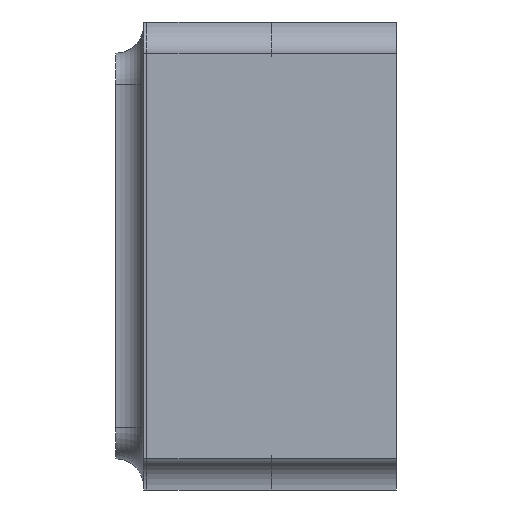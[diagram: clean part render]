
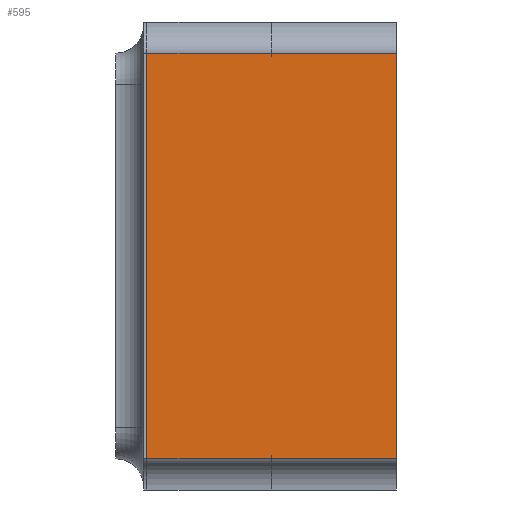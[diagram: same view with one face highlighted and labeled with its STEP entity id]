
A CAD part, left-side view. The second image highlights one B-rep face of the part: STEP entity #595.
In plain terms, the highlighted planar face has unit normal (-1, 0, 0).
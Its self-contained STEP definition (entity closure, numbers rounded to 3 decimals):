
#68 = CARTESIAN_POINT ( 'NONE',  ( -1.6, 0.8, -0.65 ) ) ;
#146 = EDGE_CURVE ( 'NONE', #582, #831, #2250, .T. ) ;
#199 = VERTEX_POINT ( 'NONE', #351 ) ;
#243 = VECTOR ( 'NONE', #3219, 1000. ) ;
#255 = ORIENTED_EDGE ( 'NONE', *, *, #1346, .F. ) ;
#351 = CARTESIAN_POINT ( 'NONE',  ( -1.6, 0., -0.65 ) ) ;
#361 = CARTESIAN_POINT ( 'NONE',  ( -1.6, 0., 0. ) ) ;
#411 = VECTOR ( 'NONE', #2358, 1000. ) ;
#418 = CARTESIAN_POINT ( 'NONE',  ( -1.6, 0.4, -0.65 ) ) ;
#479 = DIRECTION ( 'NONE',  ( 0., -1., 0. ) ) ;
#484 = CARTESIAN_POINT ( 'NONE',  ( -1.6, 0.8, 0.65 ) ) ;
#504 = VECTOR ( 'NONE', #1287, 1000. ) ;
#512 = VERTEX_POINT ( 'NONE', #3119 ) ;
#582 = VERTEX_POINT ( 'NONE', #484 ) ;
#595 = ADVANCED_FACE ( 'NONE', ( #2862 ), #2648, .T. ) ;
#614 = VECTOR ( 'NONE', #2954, 1000. ) ;
#626 = AXIS2_PLACEMENT_3D ( 'NONE', #975, #1479, #1725 ) ;
#735 = CARTESIAN_POINT ( 'NONE',  ( -1.6, 0.4, -0.65 ) ) ;
#831 = VERTEX_POINT ( 'NONE', #68 ) ;
#862 = VECTOR ( 'NONE', #1640, 1000. ) ;
#945 = VECTOR ( 'NONE', #479, 1000. ) ;
#959 = ORIENTED_EDGE ( 'NONE', *, *, #146, .T. ) ;
#975 = CARTESIAN_POINT ( 'NONE',  ( -1.6, 0.8, 0. ) ) ;
#1142 = LINE ( 'NONE', #2961, #945 ) ;
#1287 = DIRECTION ( 'NONE',  ( 0., -1., 0. ) ) ;
#1335 = LINE ( 'NONE', #361, #862 ) ;
#1346 = EDGE_CURVE ( 'NONE', #512, #199, #1335, .T. ) ;
#1461 = EDGE_CURVE ( 'NONE', #1743, #199, #2733, .T. ) ;
#1477 = EDGE_CURVE ( 'NONE', #831, #1743, #1142, .T. ) ;
#1479 = DIRECTION ( 'NONE',  ( -1., 0., 0. ) ) ;
#1510 = EDGE_CURVE ( 'NONE', #2832, #512, #3196, .T. ) ;
#1640 = DIRECTION ( 'NONE',  ( 0., 0., -1. ) ) ;
#1675 = ORIENTED_EDGE ( 'NONE', *, *, #1477, .T. ) ;
#1677 = LINE ( 'NONE', #2172, #614 ) ;
#1678 = EDGE_LOOP ( 'NONE', ( #255, #2401, #2528, #959, #1675, #2244 ) ) ;
#1725 = DIRECTION ( 'NONE',  ( 0., 0., 1. ) ) ;
#1743 = VERTEX_POINT ( 'NONE', #418 ) ;
#1967 = CARTESIAN_POINT ( 'NONE',  ( -1.6, 0.4, 0.65 ) ) ;
#2172 = CARTESIAN_POINT ( 'NONE',  ( -1.6, 0.8, 0.65 ) ) ;
#2244 = ORIENTED_EDGE ( 'NONE', *, *, #1461, .T. ) ;
#2250 = LINE ( 'NONE', #3088, #411 ) ;
#2358 = DIRECTION ( 'NONE',  ( 0., 0., -1. ) ) ;
#2401 = ORIENTED_EDGE ( 'NONE', *, *, #1510, .F. ) ;
#2528 = ORIENTED_EDGE ( 'NONE', *, *, #2681, .F. ) ;
#2648 = PLANE ( 'NONE',  #626 ) ;
#2681 = EDGE_CURVE ( 'NONE', #582, #2832, #1677, .T. ) ;
#2733 = LINE ( 'NONE', #735, #243 ) ;
#2772 = CARTESIAN_POINT ( 'NONE',  ( -1.6, 0.4, 0.65 ) ) ;
#2832 = VERTEX_POINT ( 'NONE', #1967 ) ;
#2862 = FACE_OUTER_BOUND ( 'NONE', #1678, .T. ) ;
#2954 = DIRECTION ( 'NONE',  ( 0., -1., 0. ) ) ;
#2961 = CARTESIAN_POINT ( 'NONE',  ( -1.6, 0.8, -0.65 ) ) ;
#3088 = CARTESIAN_POINT ( 'NONE',  ( -1.6, 0.8, 0. ) ) ;
#3119 = CARTESIAN_POINT ( 'NONE',  ( -1.6, 0., 0.65 ) ) ;
#3196 = LINE ( 'NONE', #2772, #504 ) ;
#3219 = DIRECTION ( 'NONE',  ( 0., -1., 0. ) ) ;
